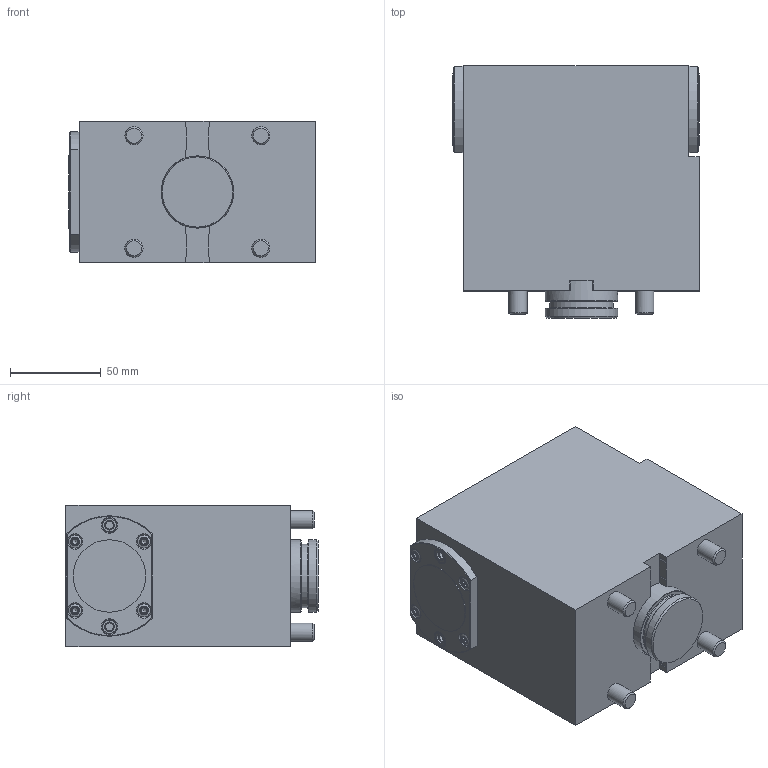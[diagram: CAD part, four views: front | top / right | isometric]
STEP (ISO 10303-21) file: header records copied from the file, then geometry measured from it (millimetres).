
FILE_DESCRIPTION (( 'STEP AP214' ), '1' );
FILE_NAME ('E10BTC4NZX100-RC.STEP', '2025-07-26T08:33:57', ( '' ), ( '' ), 'SwSTEP 2.0', 'SolidWorks 2023', '' );
FILE_SCHEMA (( 'AUTOMOTIVE_DESIGN' ));
Length unit declared in the file: millimetre
Products named in the file (1): E10BTC4NZX100-RC
Bounding box: 136 x 139 x 78 mm (x, y, z)
Volume: 1284960.6 mm3; surface area: 78972.7 mm2
Topology: 1 solids, 1 shells, 694 faces, 1708 edges, 1095 vertices
Faces by surface type: plane 334, cylinder 199, cone 87, bspline 64, sphere 8, torus 2
Full cylindrical faces by diameter (mm): 1.7 x1, 2.1 x1, 4.351 x4, 5.3 x4, 6.366 x1, 7.15 x8, 8.007 x2, 8.008 x2, 9 x4, 10 x4, 35.2 x1, 39.9 x2, 40 x2
Entity records: 27868 total; most frequent: CARTESIAN_POINT 9047, ORIENTED_EDGE 3216, DIRECTION 3024, EDGE_CURVE 1608, AXIS2_PLACEMENT_3D 1089, VERTEX_POINT 1064, LINE 846, VECTOR 846
